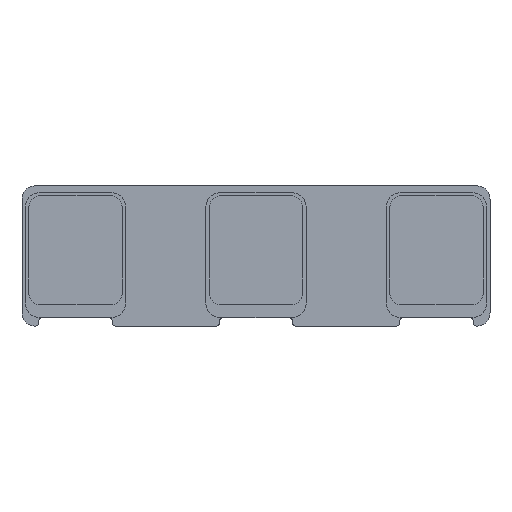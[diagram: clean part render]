
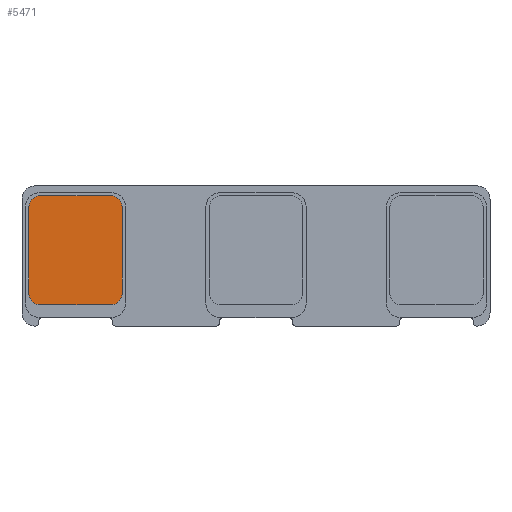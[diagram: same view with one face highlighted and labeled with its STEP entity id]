
A CAD part, top view. The second image highlights one B-rep face of the part: STEP entity #5471.
In plain terms, the highlighted planar face has unit normal (0, 0, 1).
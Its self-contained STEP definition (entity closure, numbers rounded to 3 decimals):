
#5471 = ADVANCED_FACE('',(#5472),#5542,.T.);
#5472 = FACE_BOUND('',#5473,.T.);
#5473 = EDGE_LOOP('',(#5474,#5485,#5493,#5502,#5510,#5519,#5527,#5536));
#5474 = ORIENTED_EDGE('',*,*,#5475,.T.);
#5475 = EDGE_CURVE('',#5476,#5478,#5480,.T.);
#5476 = VERTEX_POINT('',#5477);
#5477 = CARTESIAN_POINT('',(-67.95,-0.1,
    1.5));
#5478 = VERTEX_POINT('',#5479);
#5479 = CARTESIAN_POINT('',(-64.45,-3.6,
    1.5));
#5480 = CIRCLE('',#5481,3.5);
#5481 = AXIS2_PLACEMENT_3D('',#5482,#5483,#5484);
#5482 = CARTESIAN_POINT('',(-64.45,-0.1,
    1.5));
#5483 = DIRECTION('',(0.,0.,1.));
#5484 = DIRECTION('',(0.,-1.,0.));
#5485 = ORIENTED_EDGE('',*,*,#5486,.T.);
#5486 = EDGE_CURVE('',#5478,#5487,#5489,.T.);
#5487 = VERTEX_POINT('',#5488);
#5488 = CARTESIAN_POINT('',(-43.55,-3.6,
    1.5));
#5489 = LINE('',#5490,#5491);
#5490 = CARTESIAN_POINT('',(-64.45,-3.6,
    1.5));
#5491 = VECTOR('',#5492,1.);
#5492 = DIRECTION('',(1.,0.,0.));
#5493 = ORIENTED_EDGE('',*,*,#5494,.T.);
#5494 = EDGE_CURVE('',#5487,#5495,#5497,.T.);
#5495 = VERTEX_POINT('',#5496);
#5496 = CARTESIAN_POINT('',(-40.05,-0.1,
    1.5));
#5497 = CIRCLE('',#5498,3.5);
#5498 = AXIS2_PLACEMENT_3D('',#5499,#5500,#5501);
#5499 = CARTESIAN_POINT('',(-43.55,-0.1,
    1.5));
#5500 = DIRECTION('',(0.,0.,1.));
#5501 = DIRECTION('',(0.,-1.,0.));
#5502 = ORIENTED_EDGE('',*,*,#5503,.T.);
#5503 = EDGE_CURVE('',#5495,#5504,#5506,.T.);
#5504 = VERTEX_POINT('',#5505);
#5505 = CARTESIAN_POINT('',(-40.05,25.5,
    1.5));
#5506 = LINE('',#5507,#5508);
#5507 = CARTESIAN_POINT('',(-40.05,25.5,
    1.5));
#5508 = VECTOR('',#5509,1.);
#5509 = DIRECTION('',(0.,1.,0.));
#5510 = ORIENTED_EDGE('',*,*,#5511,.T.);
#5511 = EDGE_CURVE('',#5504,#5512,#5514,.T.);
#5512 = VERTEX_POINT('',#5513);
#5513 = CARTESIAN_POINT('',(-43.55,29.,
    1.5));
#5514 = CIRCLE('',#5515,3.5);
#5515 = AXIS2_PLACEMENT_3D('',#5516,#5517,#5518);
#5516 = CARTESIAN_POINT('',(-43.55,25.5,
    1.5));
#5517 = DIRECTION('',(0.,0.,1.));
#5518 = DIRECTION('',(0.,-1.,0.));
#5519 = ORIENTED_EDGE('',*,*,#5520,.T.);
#5520 = EDGE_CURVE('',#5512,#5521,#5523,.T.);
#5521 = VERTEX_POINT('',#5522);
#5522 = CARTESIAN_POINT('',(-64.45,29.,
    1.5));
#5523 = LINE('',#5524,#5525);
#5524 = CARTESIAN_POINT('',(-64.45,29.,
    1.5));
#5525 = VECTOR('',#5526,1.);
#5526 = DIRECTION('',(-1.,0.,0.));
#5527 = ORIENTED_EDGE('',*,*,#5528,.T.);
#5528 = EDGE_CURVE('',#5521,#5529,#5531,.T.);
#5529 = VERTEX_POINT('',#5530);
#5530 = CARTESIAN_POINT('',(-67.95,25.5,
    1.5));
#5531 = CIRCLE('',#5532,3.5);
#5532 = AXIS2_PLACEMENT_3D('',#5533,#5534,#5535);
#5533 = CARTESIAN_POINT('',(-64.45,25.5,
    1.5));
#5534 = DIRECTION('',(0.,0.,1.));
#5535 = DIRECTION('',(0.,-1.,0.));
#5536 = ORIENTED_EDGE('',*,*,#5537,.T.);
#5537 = EDGE_CURVE('',#5529,#5476,#5538,.T.);
#5538 = LINE('',#5539,#5540);
#5539 = CARTESIAN_POINT('',(-67.95,25.5,
    1.5));
#5540 = VECTOR('',#5541,1.);
#5541 = DIRECTION('',(0.,-1.,0.));
#5542 = PLANE('',#5543);
#5543 = AXIS2_PLACEMENT_3D('',#5544,#5545,#5546);
#5544 = CARTESIAN_POINT('',(-64.45,-0.1,
    1.5));
#5545 = DIRECTION('',(0.,0.,1.));
#5546 = DIRECTION('',(0.,-1.,0.));
